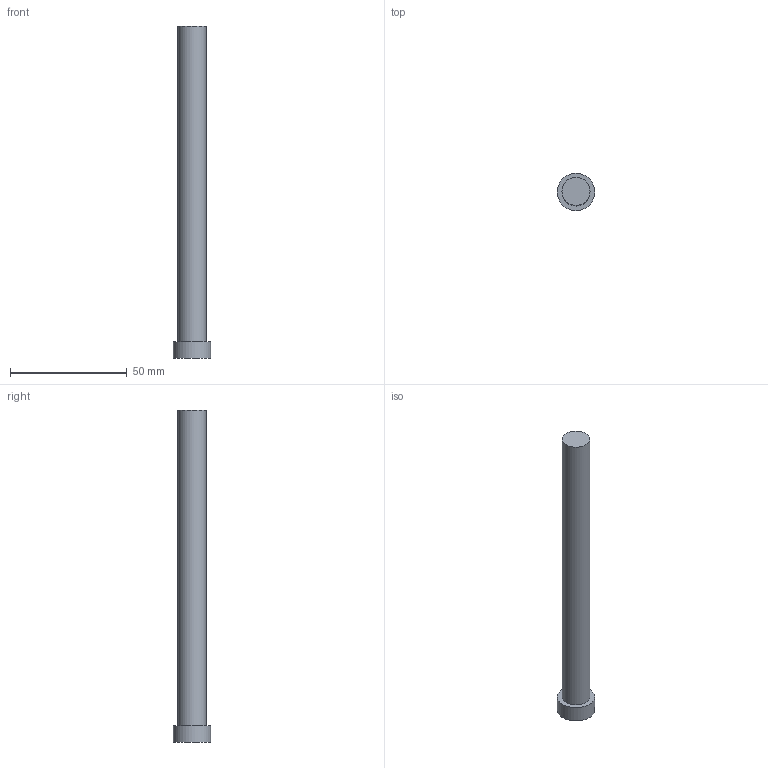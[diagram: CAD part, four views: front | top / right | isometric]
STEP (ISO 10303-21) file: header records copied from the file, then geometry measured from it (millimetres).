
FILE_DESCRIPTION((''),'1');
FILE_NAME('ST12W-M10-135.stp','2022-09-05T02:57:38',(''),(''),'Spatial Interop R21 SP3','Kubotek KeyCreator 2011 V10.0.2 (22737)',' ');
FILE_SCHEMA(('automotive_design'));
Length unit declared in the file: millimetre
Products named in the file (1): 240[2]
Bounding box: 16 x 16 x 142 mm (x, y, z)
Volume: 16675.6 mm3; surface area: 5843.4 mm2
Topology: 1 solids, 1 shells, 5 faces, 6 edges, 4 vertices
Faces by surface type: plane 3, cylinder 2
Full cylindrical faces by diameter (mm): 12 x1, 16 x1
Entity records: 202 total; most frequent: DIRECTION 20, PRESENTATION_STYLE_ASSIGNMENT 16, COLOUR_RGB 16, CARTESIAN_POINT 14, STYLED_ITEM 10, AXIS2_PLACEMENT_3D 10, CURVE_STYLE 10, DRAUGHTING_PRE_DEFINED_CURVE_FONT 10
